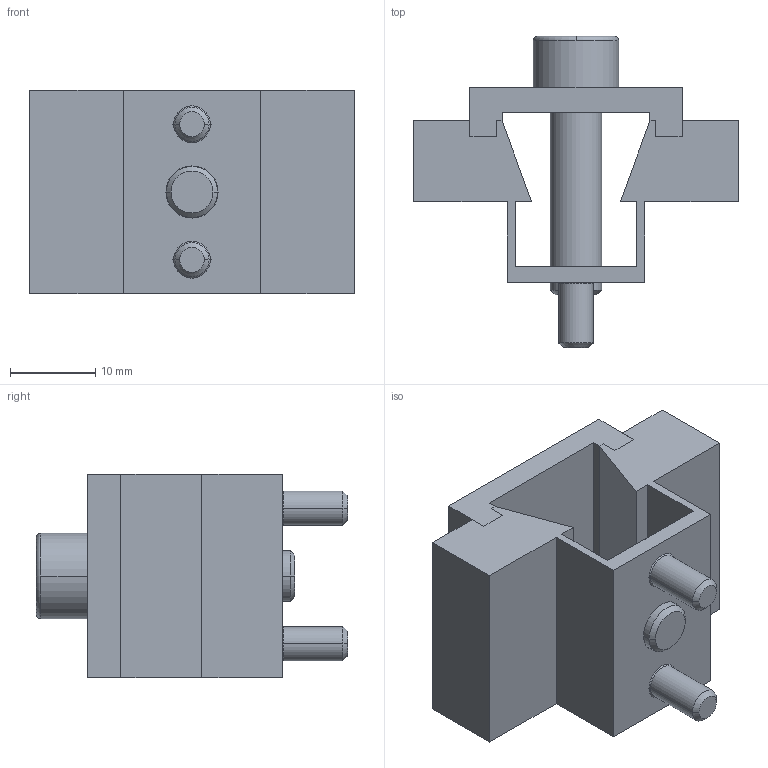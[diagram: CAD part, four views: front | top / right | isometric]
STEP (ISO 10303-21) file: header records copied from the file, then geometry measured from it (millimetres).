
FILE_DESCRIPTION(('STEP AP214'),'1');
FILE_NAME(' ',' ',('TraceParts'),('TraceParts S.A.'),'XStep 1.0',' ',' ');
FILE_SCHEMA(('automotive_design'));
Length unit declared in the file: millimetre
Products named in the file (5): 1; 2; 3; 4; 5
Bounding box: 38.1 x 36.5 x 23.9 mm (x, y, z)
Volume: 9574.9 mm3; surface area: 7335.2 mm2
Topology: 5 solids, 5 shells, 96 faces, 243 edges, 159 vertices
Faces by surface type: plane 68, cone 14, cylinder 12, torus 2
Entity records: 5734 total; most frequent: CARTESIAN_POINT 507, STYLED_ITEM 498, PRESENTATION_STYLE_ASSIGNMENT 498, COLOUR_RGB 498, DIRECTION 494, ORIENTED_EDGE 486, EDGE_CURVE 243, CURVE_STYLE 243
